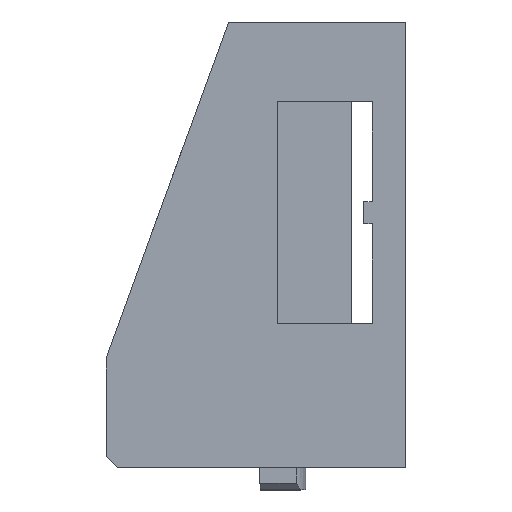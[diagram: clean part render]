
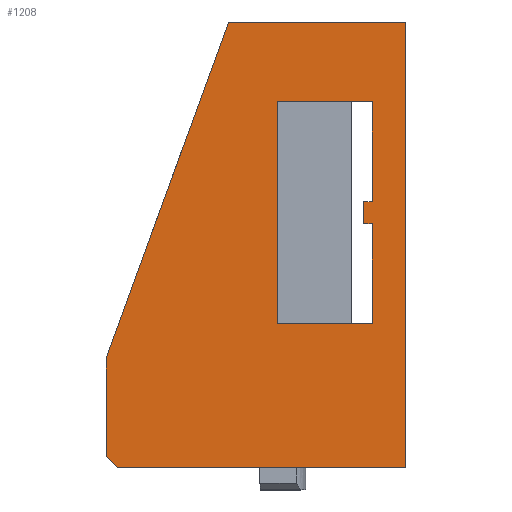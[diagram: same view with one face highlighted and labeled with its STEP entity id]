
A CAD part, top view. The second image highlights one B-rep face of the part: STEP entity #1208.
In plain terms, the highlighted planar face has unit normal (0, 0, 1).
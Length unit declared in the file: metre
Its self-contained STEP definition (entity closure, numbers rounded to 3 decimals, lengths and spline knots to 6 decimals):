
#191=ORIENTED_EDGE('',*,*,#490,.F.);
#192=ORIENTED_EDGE('',*,*,#394,.F.);
#193=ORIENTED_EDGE('',*,*,#413,.T.);
#194=ORIENTED_EDGE('',*,*,#428,.F.);
#195=ORIENTED_EDGE('',*,*,#494,.F.);
#196=ORIENTED_EDGE('',*,*,#496,.F.);
#197=ORIENTED_EDGE('',*,*,#472,.F.);
#198=ORIENTED_EDGE('',*,*,#469,.T.);
#199=ORIENTED_EDGE('',*,*,#480,.T.);
#200=ORIENTED_EDGE('',*,*,#477,.T.);
#201=ORIENTED_EDGE('',*,*,#447,.T.);
#202=ORIENTED_EDGE('',*,*,#444,.T.);
#203=ORIENTED_EDGE('',*,*,#438,.F.);
#204=ORIENTED_EDGE('',*,*,#474,.T.);
#394=EDGE_CURVE('',#565,#566,#679,.T.);
#413=EDGE_CURVE('',#565,#582,#697,.T.);
#428=EDGE_CURVE('',#592,#582,#711,.T.);
#438=EDGE_CURVE('',#601,#602,#715,.T.);
#444=EDGE_CURVE('',#607,#602,#721,.T.);
#447=EDGE_CURVE('',#609,#607,#723,.T.);
#469=EDGE_CURVE('',#627,#626,#745,.T.);
#472=EDGE_CURVE('',#627,#628,#748,.T.);
#474=EDGE_CURVE('',#601,#628,#750,.T.);
#477=EDGE_CURVE('',#629,#609,#751,.T.);
#480=EDGE_CURVE('',#626,#629,#753,.T.);
#490=EDGE_CURVE('',#566,#637,#760,.T.);
#494=EDGE_CURVE('',#639,#592,#764,.T.);
#496=EDGE_CURVE('',#637,#639,#766,.F.);
#565=VERTEX_POINT('',#1698);
#566=VERTEX_POINT('',#1700);
#582=VERTEX_POINT('',#1735);
#592=VERTEX_POINT('',#1764);
#601=VERTEX_POINT('',#1799);
#602=VERTEX_POINT('',#1801);
#607=VERTEX_POINT('',#1814);
#609=VERTEX_POINT('',#1820);
#626=VERTEX_POINT('',#1862);
#627=VERTEX_POINT('',#1864);
#628=VERTEX_POINT('',#1869);
#629=VERTEX_POINT('',#1878);
#637=VERTEX_POINT('',#1901);
#639=VERTEX_POINT('',#1907);
#679=LINE('',#1699,#826);
#697=LINE('',#1736,#844);
#711=LINE('',#1766,#858);
#715=LINE('',#1800,#862);
#721=LINE('',#1813,#868);
#723=LINE('',#1819,#870);
#745=LINE('',#1863,#892);
#748=LINE('',#1868,#895);
#750=LINE('',#1872,#897);
#751=LINE('',#1877,#898);
#753=LINE('',#1882,#900);
#760=LINE('',#1900,#907);
#764=LINE('',#1909,#911);
#766=LINE('',#1912,#913);
#826=VECTOR('',#1365,1.);
#844=VECTOR('',#1387,1.);
#858=VECTOR('',#1411,1.);
#862=VECTOR('',#1431,1.);
#868=VECTOR('',#1441,1.);
#870=VECTOR('',#1447,1.);
#892=VECTOR('',#1477,1.);
#895=VECTOR('',#1482,1.);
#897=VECTOR('',#1486,1.);
#898=VECTOR('',#1495,1.);
#900=VECTOR('',#1501,1.);
#907=VECTOR('',#1516,1.);
#911=VECTOR('',#1522,1.);
#913=VECTOR('',#1526,1.);
#996=EDGE_LOOP('',(#191,#192,#193,#194,#195,#196));
#997=EDGE_LOOP('',(#197,#198,#199,#200,#201,#202,#203,#204));
#1077=FACE_BOUND('',#996,.T.);
#1078=FACE_BOUND('',#997,.T.);
#1147=PLANE('',#1301);
#1208=ADVANCED_FACE('',(#1077,#1078),#1147,.T.);
#1301=AXIS2_PLACEMENT_3D('',#1911,#1524,#1525);
#1365=DIRECTION('',(0.,-1.,0.));
#1387=DIRECTION('',(-1.,0.,0.));
#1411=DIRECTION('',(0.342,0.94,0.));
#1431=DIRECTION('',(-1.,0.,0.));
#1441=DIRECTION('',(0.,-1.,0.));
#1447=DIRECTION('',(-1.,0.,0.));
#1477=DIRECTION('',(0.,1.,0.));
#1482=DIRECTION('',(1.,0.,0.));
#1486=DIRECTION('',(0.,-1.,0.));
#1495=DIRECTION('',(0.,-1.,0.));
#1501=DIRECTION('',(1.,0.,0.));
#1516=DIRECTION('',(-1.,0.,0.));
#1522=DIRECTION('',(0.,1.,0.));
#1524=DIRECTION('',(0.,0.,1.));
#1525=DIRECTION('',(-1.,0.,0.));
#1526=DIRECTION('',(0.707,-0.707,0.));
#1698=CARTESIAN_POINT('',(0.,0.041,-0.0285));
#1699=CARTESIAN_POINT('',(0.,0.0188,-0.0285));
#1700=CARTESIAN_POINT('',(0.,0.0008,-0.0285));
#1735=CARTESIAN_POINT('',(-0.015971,0.041,-0.0285));
#1736=CARTESIAN_POINT('',(-0.007986,0.041,-0.0285));
#1764=CARTESIAN_POINT('',(-0.027,0.010699,-0.0285));
#1766=CARTESIAN_POINT('',(-0.02225,0.023749,-0.0285));
#1799=CARTESIAN_POINT('',(-0.003,0.022805,-0.0285));
#1800=CARTESIAN_POINT('',(-0.0034,0.022805,-0.0285));
#1801=CARTESIAN_POINT('',(-0.0038,0.022805,-0.0285));
#1813=CARTESIAN_POINT('',(-0.0038,0.023805,-0.0285));
#1814=CARTESIAN_POINT('',(-0.0038,0.024805,-0.0285));
#1819=CARTESIAN_POINT('',(-0.0034,0.024805,-0.0285));
#1820=CARTESIAN_POINT('',(-0.003,0.024805,-0.0285));
#1862=CARTESIAN_POINT('',(-0.0116,0.033805,-0.0285));
#1863=CARTESIAN_POINT('',(-0.0116,0.023805,-0.0285));
#1864=CARTESIAN_POINT('',(-0.0116,0.013805,-0.0285));
#1868=CARTESIAN_POINT('',(-0.0034,0.013805,-0.0285));
#1869=CARTESIAN_POINT('',(-0.003,0.013805,-0.0285));
#1872=CARTESIAN_POINT('',(-0.003,0.018305,-0.0285));
#1877=CARTESIAN_POINT('',(-0.003,0.029305,-0.0285));
#1878=CARTESIAN_POINT('',(-0.003,0.033805,-0.0285));
#1882=CARTESIAN_POINT('',(-0.0034,0.033805,-0.0285));
#1900=CARTESIAN_POINT('',(-0.015,0.0008,-0.0285));
#1901=CARTESIAN_POINT('',(-0.026,0.0008,-0.0285));
#1907=CARTESIAN_POINT('',(-0.027,0.0018,-0.0285));
#1909=CARTESIAN_POINT('',(-0.027,0.005749,-0.0285));
#1911=CARTESIAN_POINT('',(0.,0.0209,-0.0285));
#1912=CARTESIAN_POINT('',(-0.02305,-0.00215,-0.0285));
